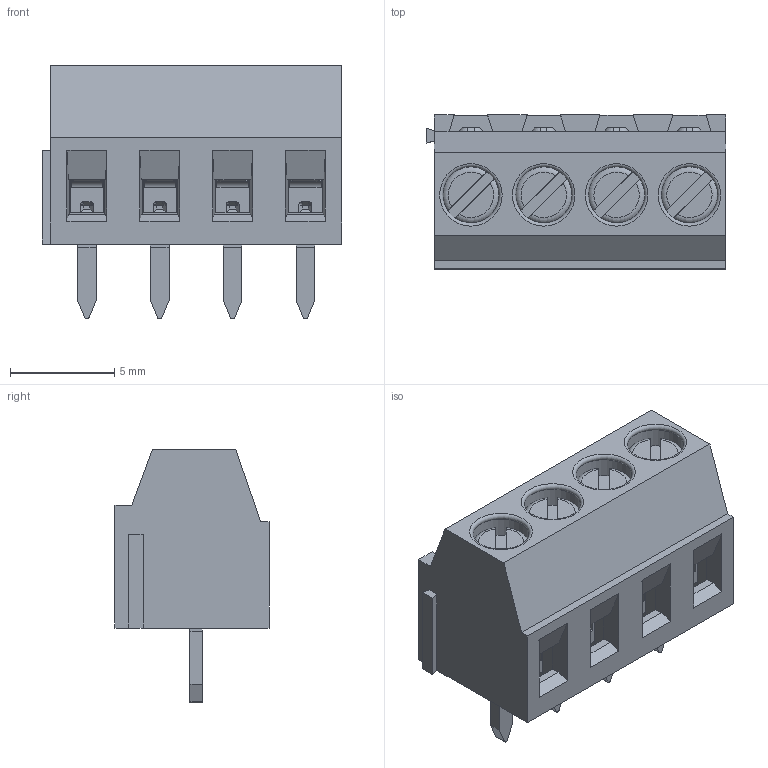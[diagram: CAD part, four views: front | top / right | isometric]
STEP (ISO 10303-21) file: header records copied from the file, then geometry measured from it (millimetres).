
FILE_DESCRIPTION(('STEP AP214'), '1');
FILE_NAME('DG381', '2019-09-29T20:15:48', ('AF'), (''), 'UNSPECIFIED', 'UNSPECIFIED', '');
FILE_SCHEMA(('AUTOMOTIVE_DESIGN { 1 0 10303 214 3 1 1}'));
Length unit declared in the file: millimetre
Assembly tree (12 placements, depth 2):
  (unnamed)
    (unnamed)  x4
    (unnamed)  x4
    (unnamed)  x4
Bounding box: 14.4 x 7.4 x 12.2 mm (x, y, z)
Volume: 545.8 mm3; surface area: 1778.2 mm2
Topology: 13 solids, 13 shells, 466 faces, 1152 edges, 712 vertices
Faces by surface type: plane 382, cylinder 52, cone 20, torus 12
Full cylindrical faces by diameter (mm): 1.4 x4, 1.5 x4, 2 x4, 2.2 x4, 2.8 x4, 3 x4
Entity records: 9139 total; most frequent: CARTESIAN_POINT 1239, ORIENTED_EDGE 1154, DIRECTION 1119, EDGE_CURVE 577, LINE 519, VECTOR 519, VERTEX_POINT 372, AXIS2_PLACEMENT_3D 300
